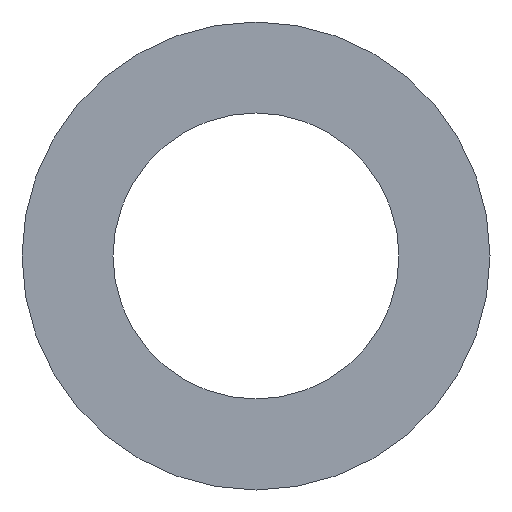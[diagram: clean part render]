
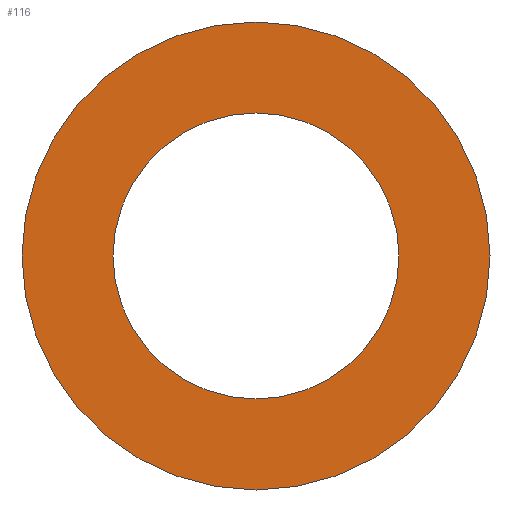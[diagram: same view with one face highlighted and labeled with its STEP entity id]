
A CAD part, front view. The second image highlights one B-rep face of the part: STEP entity #116.
In plain terms, the highlighted planar face has unit normal (0, -1, 0).
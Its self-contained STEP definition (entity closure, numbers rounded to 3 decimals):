
#1 = CARTESIAN_POINT ( 'NONE',  ( 0., 0., 2.75 ) ) ;
#7 = EDGE_CURVE ( 'NONE', #115, #24, #157, .T. ) ;
#8 = CARTESIAN_POINT ( 'NONE',  ( 0., 0., 4.5 ) ) ;
#14 = AXIS2_PLACEMENT_3D ( 'NONE', #136, #148, #181 ) ;
#19 = AXIS2_PLACEMENT_3D ( 'NONE', #153, #154, #125 ) ;
#24 = VERTEX_POINT ( 'NONE', #8 ) ;
#25 = CARTESIAN_POINT ( 'NONE',  ( 0., 0., 0. ) ) ;
#30 = DIRECTION ( 'NONE',  ( 0., 1., 0. ) ) ;
#32 = DIRECTION ( 'NONE',  ( 0., 0., 1. ) ) ;
#34 = EDGE_LOOP ( 'NONE', ( #133, #179 ) ) ;
#41 = CARTESIAN_POINT ( 'NONE',  ( 0., 0., -4.5 ) ) ;
#45 = EDGE_LOOP ( 'NONE', ( #194, #65 ) ) ;
#46 = AXIS2_PLACEMENT_3D ( 'NONE', #89, #130, #186 ) ;
#49 = EDGE_CURVE ( 'NONE', #24, #115, #104, .T. ) ;
#56 = EDGE_CURVE ( 'NONE', #122, #97, #111, .T. ) ;
#60 = AXIS2_PLACEMENT_3D ( 'NONE', #25, #196, #100 ) ;
#65 = ORIENTED_EDGE ( 'NONE', *, *, #49, .F. ) ;
#75 = PLANE ( 'NONE',  #165 ) ;
#85 = CIRCLE ( 'NONE', #46, 2.75 ) ;
#89 = CARTESIAN_POINT ( 'NONE',  ( 0., 0., 0. ) ) ;
#97 = VERTEX_POINT ( 'NONE', #1 ) ;
#100 = DIRECTION ( 'NONE',  ( 0., 0., 1. ) ) ;
#104 = CIRCLE ( 'NONE', #14, 4.5 ) ;
#109 = EDGE_CURVE ( 'NONE', #97, #122, #85, .T. ) ;
#111 = CIRCLE ( 'NONE', #19, 2.75 ) ;
#113 = FACE_OUTER_BOUND ( 'NONE', #45, .T. ) ;
#115 = VERTEX_POINT ( 'NONE', #41 ) ;
#116 = ADVANCED_FACE ( 'NONE', ( #113, #143 ), #75, .F. ) ;
#122 = VERTEX_POINT ( 'NONE', #185 ) ;
#125 = DIRECTION ( 'NONE',  ( 0., 0., 1. ) ) ;
#130 = DIRECTION ( 'NONE',  ( 0., 1., 0. ) ) ;
#133 = ORIENTED_EDGE ( 'NONE', *, *, #56, .T. ) ;
#136 = CARTESIAN_POINT ( 'NONE',  ( 0., 0., 0. ) ) ;
#143 = FACE_BOUND ( 'NONE', #34, .T. ) ;
#144 = CARTESIAN_POINT ( 'NONE',  ( 0., 0., 0. ) ) ;
#148 = DIRECTION ( 'NONE',  ( 0., 1., 0. ) ) ;
#153 = CARTESIAN_POINT ( 'NONE',  ( 0., 0., 0. ) ) ;
#154 = DIRECTION ( 'NONE',  ( 0., 1., 0. ) ) ;
#157 = CIRCLE ( 'NONE', #60, 4.5 ) ;
#165 = AXIS2_PLACEMENT_3D ( 'NONE', #144, #30, #32 ) ;
#179 = ORIENTED_EDGE ( 'NONE', *, *, #109, .T. ) ;
#181 = DIRECTION ( 'NONE',  ( 0., 0., 1. ) ) ;
#185 = CARTESIAN_POINT ( 'NONE',  ( 0., 0., -2.75 ) ) ;
#186 = DIRECTION ( 'NONE',  ( 0., 0., 1. ) ) ;
#194 = ORIENTED_EDGE ( 'NONE', *, *, #7, .F. ) ;
#196 = DIRECTION ( 'NONE',  ( 0., 1., 0. ) ) ;
